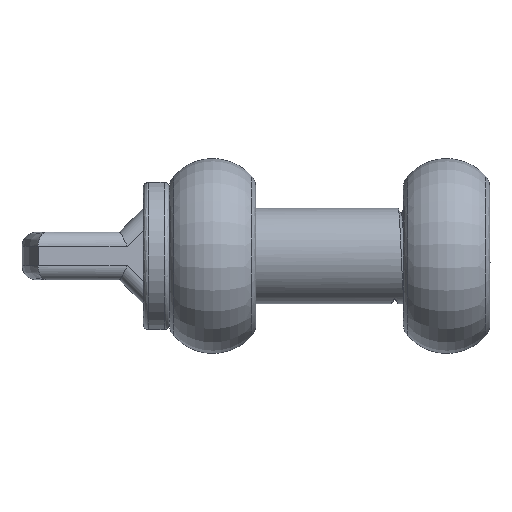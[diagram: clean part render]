
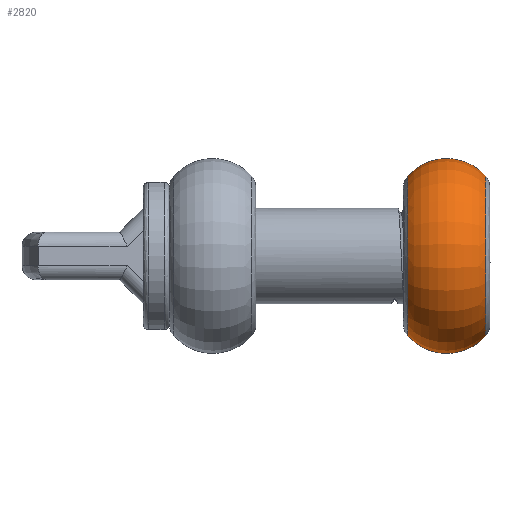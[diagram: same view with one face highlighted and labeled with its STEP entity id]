
A CAD part, front view. The second image highlights one B-rep face of the part: STEP entity #2820.
In plain terms, the highlighted toroidal (fillet/blend) face has major radius 5.25 mm and minor radius 6 mm.
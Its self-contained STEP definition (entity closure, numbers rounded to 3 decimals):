
#2589 = ORIENTED_EDGE ( 'NONE', *, *, #2591, .T. ) ;
#2591 = EDGE_CURVE ( 'NONE', #2827, #2594, #3297, .T. ) ;
#2594 = VERTEX_POINT ( 'NONE', #3220 ) ;
#2596 = ORIENTED_EDGE ( 'NONE', *, *, #2598, .T. ) ;
#2598 = EDGE_CURVE ( 'NONE', #2594, #2806, #3189, .T. ) ;
#2640 = VERTEX_POINT ( 'NONE', #3416 ) ;
#2645 = EDGE_CURVE ( 'NONE', #2640, #2806, #3414, .T. ) ;
#2806 = VERTEX_POINT ( 'NONE', #3733 ) ;
#2820 = ADVANCED_FACE ( 'NONE', ( #3714 ), #3712, .T. ) ;
#2823 = EDGE_LOOP ( 'NONE', ( #2824, #2825, #2589, #2596 ) ) ;
#2824 = ORIENTED_EDGE ( 'NONE', *, *, #2645, .F. ) ;
#2825 = ORIENTED_EDGE ( 'NONE', *, *, #2826, .T. ) ;
#2826 = EDGE_CURVE ( 'NONE', #2640, #2827, #3787, .T. ) ;
#2827 = VERTEX_POINT ( 'NONE', #3617 ) ;
#3168 = AXIS2_PLACEMENT_3D ( 'NONE', #3182, #3222, #3221 ) ;
#3182 = CARTESIAN_POINT ( 'NONE',  ( 13.5, 0., -5.25 ) ) ;
#3188 = CARTESIAN_POINT ( 'NONE',  ( 18., 0., 0. ) ) ;
#3189 = CIRCLE ( 'NONE', #3218, 9.219 ) ;
#3217 = DIRECTION ( 'NONE',  ( 0., 0., -1. ) ) ;
#3218 = AXIS2_PLACEMENT_3D ( 'NONE', #3188, #3219, #3217 ) ;
#3219 = DIRECTION ( 'NONE',  ( -1., 0., 0. ) ) ;
#3220 = CARTESIAN_POINT ( 'NONE',  ( 18., 0., -9.219 ) ) ;
#3221 = DIRECTION ( 'NONE',  ( 0., 0., -1. ) ) ;
#3222 = DIRECTION ( 'NONE',  ( 0., -1., 0. ) ) ;
#3297 = CIRCLE ( 'NONE', #3168, 6. ) ;
#3319 = DIRECTION ( 'NONE',  ( 0., 0., 1. ) ) ;
#3411 = DIRECTION ( 'NONE',  ( 0., 1., 0. ) ) ;
#3412 = CARTESIAN_POINT ( 'NONE',  ( 13.5, 0., 5.25 ) ) ;
#3413 = AXIS2_PLACEMENT_3D ( 'NONE', #3412, #3411, #3319 ) ;
#3414 = CIRCLE ( 'NONE', #3413, 6. ) ;
#3416 = CARTESIAN_POINT ( 'NONE',  ( 9., 0., 9.219 ) ) ;
#3617 = CARTESIAN_POINT ( 'NONE',  ( 9., 0., -9.219 ) ) ;
#3618 = DIRECTION ( 'NONE',  ( 0., 0., -1. ) ) ;
#3619 = DIRECTION ( 'NONE',  ( 1., 0., 0. ) ) ;
#3712 = TOROIDAL_SURFACE ( 'NONE', #3791, 5.25, 6. ) ;
#3714 = FACE_OUTER_BOUND ( 'NONE', #2823, .T. ) ;
#3733 = CARTESIAN_POINT ( 'NONE',  ( 18., 0., 9.219 ) ) ;
#3785 = CARTESIAN_POINT ( 'NONE',  ( 9., 0., 0. ) ) ;
#3786 = AXIS2_PLACEMENT_3D ( 'NONE', #3785, #3619, #3618 ) ;
#3787 = CIRCLE ( 'NONE', #3786, 9.219 ) ;
#3788 = DIRECTION ( 'NONE',  ( 0., 0., -1. ) ) ;
#3789 = DIRECTION ( 'NONE',  ( 1., 0., 0. ) ) ;
#3790 = CARTESIAN_POINT ( 'NONE',  ( 13.5, 0., 0. ) ) ;
#3791 = AXIS2_PLACEMENT_3D ( 'NONE', #3790, #3789, #3788 ) ;
